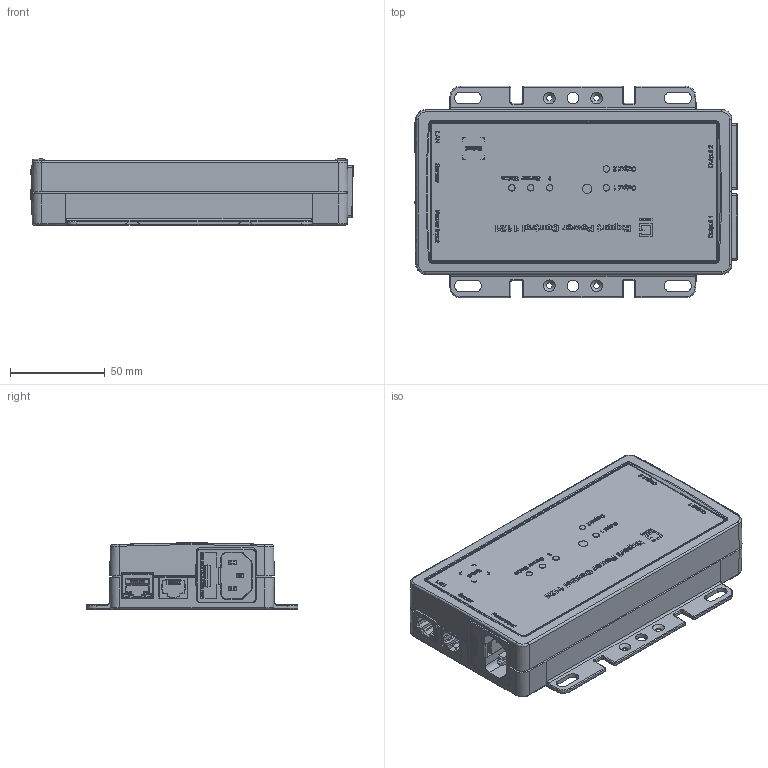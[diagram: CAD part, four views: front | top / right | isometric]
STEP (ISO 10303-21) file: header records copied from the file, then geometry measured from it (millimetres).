
FILE_DESCRIPTION(/* description */ (''),/* implementation_level */ '2;1');
FILE_NAME(/* name */ 'Power_Control_1121_v240412 v3.step',/* time_stamp */ '2024-04-12T15:16:07+02:00',/* author */ (''),/* organization */ (''),/* preprocessor_version */ 'ST-DEVELOPER v20',/* originating_system */ 'Autodesk Translation Framework v12.20.1.177',/* authorisation */ '');
FILE_SCHEMA (('AUTOMOTIVE_DESIGN { 1 0 10303 214 3 1 1 }'));
Products named in the file (26): Power_Control_1121_v240412; v6.0.0_Gude-EPC1121-Folienvorlage-20.02.2024.opt.path.svg; Component1; Component2; Component3; Power_Control_1121_v240412_body; Component1_1; 1501900_TAIMAG_LAN_spec; Component1_2; Component5; Component4; Component2_1; Component2(Mirror); ENG_CD_215877_AF1-2028325_Sensor; Component1_3; Component3_1; X_R-3016(00); Component2_2; Component1_4; Component3_2; Component4_1; Component4(Mirror); Component6; X_R-302SN(04); X_R-302SN(04)_1; Component1_5
Assembly tree (26 placements, depth 3):
  Power_Control_1121_v240412
    v6.0.0_Gude-EPC1121-Folienvorlage-20.02.2024.opt.path.svg
      Component1
      Component2
      Component3
    Power_Control_1121_v240412_body
      Component1_1
    1501900_TAIMAG_LAN_spec
      Component1_2
      Component5
      Component4
      Component2_1
      Component2(Mirror)
    ENG_CD_215877_AF1-2028325_Sensor
      Component1_3
      Component3_1
    X_R-3016(00)
      Component2_2
      Component1_4
      Component3_2
      Component4_1
      Component4(Mirror)
      Component6
    X_R-302SN(04)
      Component1_5
    X_R-302SN(04)_1
      Component1_5
Bounding box: 170.48 x 111.98 x 34.98 mm (x, y, z)
Volume: 475848.7 mm3; surface area: 111913.1 mm2
Topology: 135 solids, 135 shells, 3564 faces, 9397 edges, 6162 vertices
Faces by surface type: plane 1823, bspline 1423, cylinder 214, torus 84, sphere 16, cone 4
Full cylindrical faces by diameter (mm): 3.4 x5, 4.9 x1
Entity records: 135836 total; most frequent: CARTESIAN_POINT 58902, ORIENTED_EDGE 18290, DIRECTION 10923, EDGE_CURVE 9145, VERTEX_POINT 6014, LINE 5749, VECTOR 5749, EDGE_LOOP 3605
